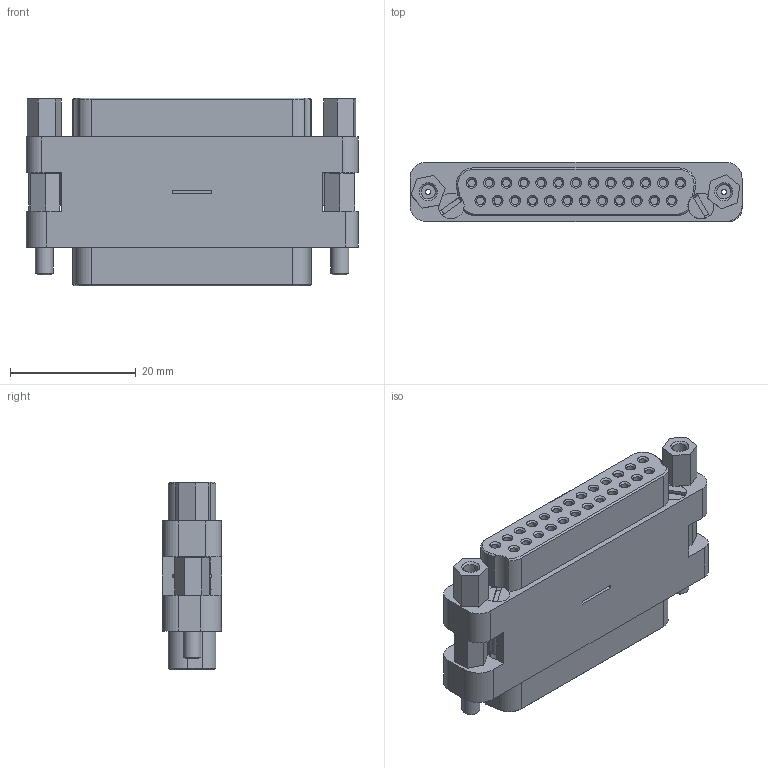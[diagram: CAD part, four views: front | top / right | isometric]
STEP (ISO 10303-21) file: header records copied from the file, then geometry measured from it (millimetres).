
FILE_DESCRIPTION(/* description */ ('Alibre Inc.'),/* implementation_level */ '2;1');
FILE_NAME(/* name */ 'export0',/* time_stamp */ '2014-11-17T13:56:13-08:00',/* author */ (''),/* organization */ (''),/* preprocessor_version */ 'ST-DEVELOPER v14',/* originating_system */ 'Alibre',/* authorisation */ '');
FILE_SCHEMA (('CONFIG_CONTROL_DESIGN'));
Length unit declared in the file: centimetre
Products named in the file (1): ID_1
Bounding box: 52.83 x 9.4 x 29.87 mm (x, y, z)
Volume: 11755.9 mm3; surface area: 5962.5 mm2
Topology: 1 solids, 1 shells, 407 faces, 966 edges, 643 vertices
Faces by surface type: plane 201, cylinder 126, cone 80
Full cylindrical faces by diameter (mm): 0.838 x4, 1.194 x50, 1.93 x25, 2.058 x2, 2.261 x4, 2.286 x2, 2.362 x2, 2.38 x2, 2.845 x4, 2.946 x4, 4.089 x1
Entity records: 9796 total; most frequent: CARTESIAN_POINT 1716, DIRECTION 1549, ORIENTED_EDGE 1434, EDGE_CURVE 717, AXIS2_PLACEMENT_3D 694, EDGE_LOOP 673, FACE_BOUND 673, VERTEX_POINT 554
